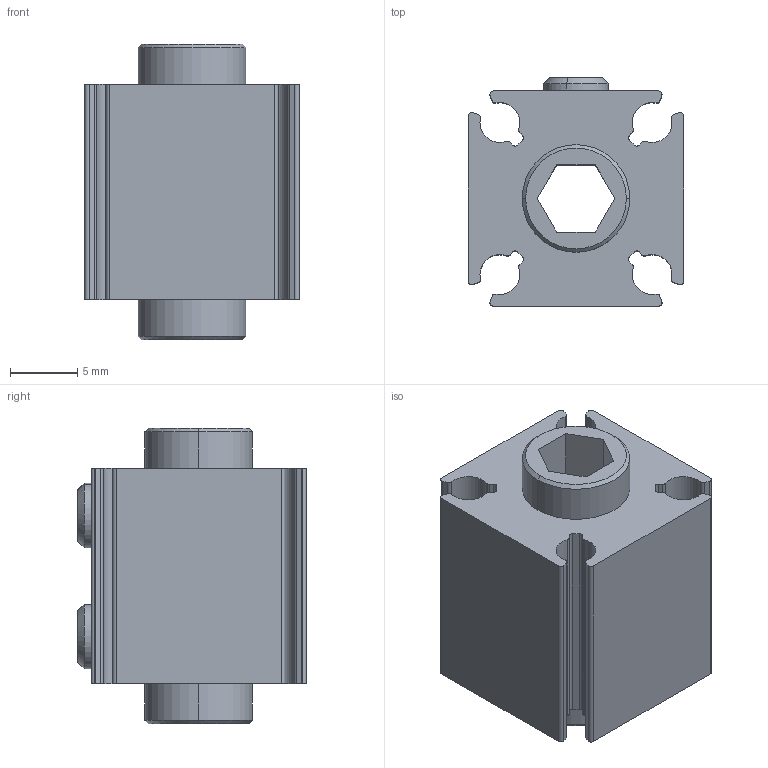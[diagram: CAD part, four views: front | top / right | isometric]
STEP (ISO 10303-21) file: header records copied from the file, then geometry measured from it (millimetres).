
FILE_DESCRIPTION (( 'STEP AP214' ), '1' );
FILE_NAME ('am-3671 5mm XL Double Boss Hex Nub with Set Screw REV2.STEP', '2018-07-23T17:39:39', ( '' ), ( '' ), 'SwSTEP 2.0', 'SolidWorks 2018', '' );
FILE_SCHEMA (( 'AUTOMOTIVE_DESIGN' ));
Length unit declared in the file: millimetre
Products named in the file (3): am-3671 5mm XL Double Boss Hex Nub with Set Screw REV2; ip-3671 5mm Hex XL Double Boss Nub; 10-32 x 0.25 Set Screw Cup Point
Assembly tree (3 placements, depth 2):
  am-3671 5mm XL Double Boss Hex Nub with Set Screw REV2
    ip-3671 5mm Hex XL Double Boss Nub
    10-32 x 0.25 Set Screw Cup Point  x2
Bounding box: 16 x 17 x 21.99 mm (x, y, z)
Volume: 3309.2 mm3; surface area: 2787.4 mm2
Topology: 3 solids, 3 shells, 132 faces, 362 edges, 234 vertices
Faces by surface type: cylinder 64, plane 52, cone 16
Entity records: 3946 total; most frequent: DIRECTION 700, CARTESIAN_POINT 671, ORIENTED_EDGE 648, EDGE_CURVE 324, AXIS2_PLACEMENT_3D 258, VERTEX_POINT 213, VECTOR 184, LINE 184
